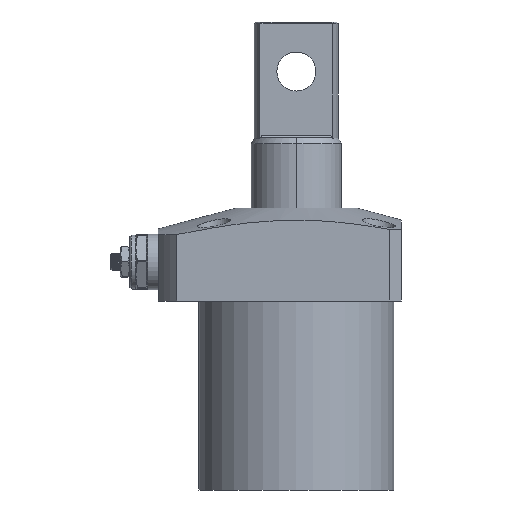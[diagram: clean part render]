
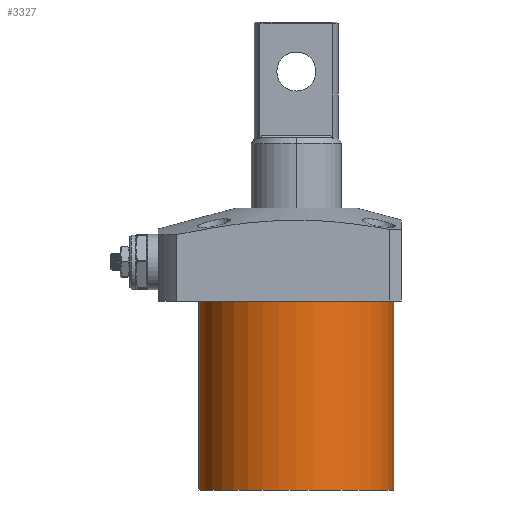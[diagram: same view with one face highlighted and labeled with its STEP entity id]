
A CAD part, front view. The second image highlights one B-rep face of the part: STEP entity #3327.
In plain terms, the highlighted cylindrical face has radius 32.5 mm (diameter 65 mm), a partial arc.
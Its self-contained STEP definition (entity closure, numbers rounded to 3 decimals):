
#155 = LINE ( 'NONE', #25410, #22478 ) ;
#1295 = ORIENTED_EDGE ( 'NONE', *, *, #14708, .T. ) ;
#2766 = CARTESIAN_POINT ( 'NONE',  ( -32.5, 0., -63. ) ) ;
#3327 = ADVANCED_FACE ( 'NONE', ( #33369 ), #11643, .T. ) ;
#6000 = CARTESIAN_POINT ( 'NONE',  ( 0., 0., -63. ) ) ;
#7357 = EDGE_CURVE ( 'NONE', #24268, #29524, #29031, .T. ) ;
#8327 = EDGE_CURVE ( 'NONE', #29524, #15931, #155, .T. ) ;
#8447 = AXIS2_PLACEMENT_3D ( 'NONE', #41297, #34555, #19235 ) ;
#9606 = DIRECTION ( 'NONE',  ( 0., 0., -1. ) ) ;
#10210 = DIRECTION ( 'NONE',  ( 0., 0., 1. ) ) ;
#11643 = CYLINDRICAL_SURFACE ( 'NONE', #8447, 32.5 ) ;
#12691 = VECTOR ( 'NONE', #24558, 1000. ) ;
#13831 = ORIENTED_EDGE ( 'NONE', *, *, #8327, .F. ) ;
#14708 = EDGE_CURVE ( 'NONE', #34230, #15931, #39537, .T. ) ;
#15931 = VERTEX_POINT ( 'NONE', #17095 ) ;
#17095 = CARTESIAN_POINT ( 'NONE',  ( -32.5, 0., 0. ) ) ;
#19235 = DIRECTION ( 'NONE',  ( 1., 0., 0. ) ) ;
#20897 = DIRECTION ( 'NONE',  ( -1., 0., 0. ) ) ;
#22478 = VECTOR ( 'NONE', #10210, 1000. ) ;
#22481 = EDGE_LOOP ( 'NONE', ( #13831, #43412, #38384, #1295 ) ) ;
#23084 = DIRECTION ( 'NONE',  ( 0., 0., -1. ) ) ;
#23253 = DIRECTION ( 'NONE',  ( 1., 0., 0. ) ) ;
#24250 = CARTESIAN_POINT ( 'NONE',  ( 32.5, 0., -63. ) ) ;
#24268 = VERTEX_POINT ( 'NONE', #25005 ) ;
#24558 = DIRECTION ( 'NONE',  ( 0., 0., 1. ) ) ;
#25005 = CARTESIAN_POINT ( 'NONE',  ( 32.5, 0., -63. ) ) ;
#25410 = CARTESIAN_POINT ( 'NONE',  ( -32.5, 0., -63. ) ) ;
#29031 = CIRCLE ( 'NONE', #33690, 32.5 ) ;
#29445 = EDGE_CURVE ( 'NONE', #24268, #34230, #35041, .T. ) ;
#29524 = VERTEX_POINT ( 'NONE', #2766 ) ;
#30368 = AXIS2_PLACEMENT_3D ( 'NONE', #34294, #23084, #23253 ) ;
#33369 = FACE_OUTER_BOUND ( 'NONE', #22481, .T. ) ;
#33690 = AXIS2_PLACEMENT_3D ( 'NONE', #6000, #9606, #20897 ) ;
#34230 = VERTEX_POINT ( 'NONE', #39867 ) ;
#34294 = CARTESIAN_POINT ( 'NONE',  ( 0., 0., 0. ) ) ;
#34555 = DIRECTION ( 'NONE',  ( 0., 0., 1. ) ) ;
#35041 = LINE ( 'NONE', #24250, #12691 ) ;
#38384 = ORIENTED_EDGE ( 'NONE', *, *, #29445, .T. ) ;
#39537 = CIRCLE ( 'NONE', #30368, 32.5 ) ;
#39867 = CARTESIAN_POINT ( 'NONE',  ( 32.5, 0., 0. ) ) ;
#41297 = CARTESIAN_POINT ( 'NONE',  ( 0., 0., -63. ) ) ;
#43412 = ORIENTED_EDGE ( 'NONE', *, *, #7357, .F. ) ;
